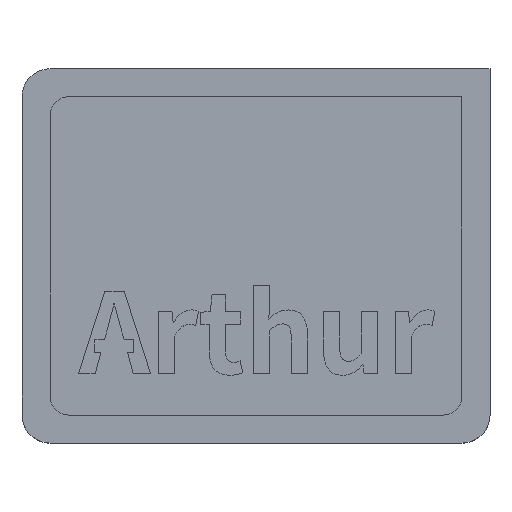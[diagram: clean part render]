
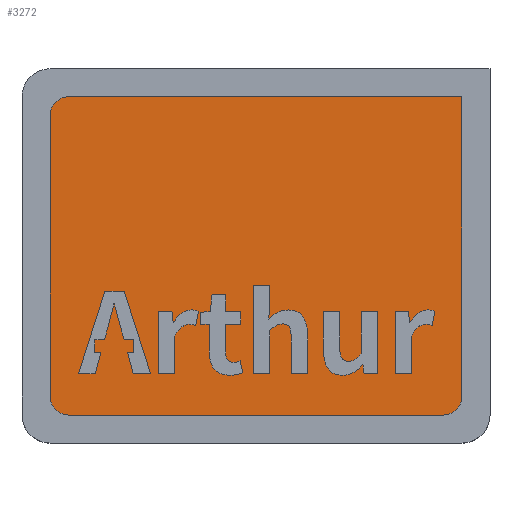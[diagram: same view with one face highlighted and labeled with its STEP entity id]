
A CAD part, top view. The second image highlights one B-rep face of the part: STEP entity #3272.
In plain terms, the highlighted planar face has unit normal (0, 0, 1).
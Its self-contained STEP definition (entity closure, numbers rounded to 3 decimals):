
#25 = DIRECTION ( 'NONE',  ( 0., -1., 0. ) ) ;
#50 = CARTESIAN_POINT ( 'NONE',  ( -3., 37., 13. ) ) ;
#60 = ORIENTED_EDGE ( 'NONE', *, *, #1493, .T. ) ;
#237 = CARTESIAN_POINT ( 'NONE',  ( -5., 5., 13. ) ) ;
#259 = EDGE_CURVE ( 'NONE', #693, #499, #1608, .T. ) ;
#337 = DIRECTION ( 'NONE',  ( -1., 0., 0. ) ) ;
#459 = AXIS2_PLACEMENT_3D ( 'NONE', #2513, #1451, #337 ) ;
#462 = DIRECTION ( 'NONE',  ( -1., 0., 0. ) ) ;
#499 = VERTEX_POINT ( 'NONE', #2193 ) ;
#540 = CARTESIAN_POINT ( 'NONE',  ( -3., 5., 13. ) ) ;
#693 = VERTEX_POINT ( 'NONE', #1614 ) ;
#756 = CARTESIAN_POINT ( 'NONE',  ( -45., 3., 13. ) ) ;
#828 = PLANE ( 'NONE',  #1457 ) ;
#862 = EDGE_CURVE ( 'NONE', #1532, #1964, #3771, .T. ) ;
#975 = EDGE_CURVE ( 'NONE', #499, #1933, #2018, .T. ) ;
#1245 = ORIENTED_EDGE ( 'NONE', *, *, #4290, .T. ) ;
#1341 = DIRECTION ( 'NONE',  ( -1., 0., 0. ) ) ;
#1365 = VECTOR ( 'NONE', #462, 1000. ) ;
#1426 = CARTESIAN_POINT ( 'NONE',  ( -47., 5., 13. ) ) ;
#1451 = DIRECTION ( 'NONE',  ( 0., 0., 1. ) ) ;
#1457 = AXIS2_PLACEMENT_3D ( 'NONE', #1956, #4190, #3827 ) ;
#1493 = EDGE_CURVE ( 'NONE', #2746, #1960, #3367, .T. ) ;
#1532 = VERTEX_POINT ( 'NONE', #50 ) ;
#1608 = LINE ( 'NONE', #756, #2600 ) ;
#1614 = CARTESIAN_POINT ( 'NONE',  ( -45., 3., 13. ) ) ;
#1643 = CARTESIAN_POINT ( 'NONE',  ( -45., 37., 13. ) ) ;
#1648 = CARTESIAN_POINT ( 'NONE',  ( -47., 5., 13. ) ) ;
#1649 = EDGE_CURVE ( 'NONE', #1933, #1532, #2814, .T. ) ;
#1696 = DIRECTION ( 'NONE',  ( 0., 1., 0. ) ) ;
#1708 = DIRECTION ( 'NONE',  ( 1., 0., 0. ) ) ;
#1727 = ORIENTED_EDGE ( 'NONE', *, *, #975, .T. ) ;
#1933 = VERTEX_POINT ( 'NONE', #540 ) ;
#1956 = CARTESIAN_POINT ( 'NONE',  ( -45., 35., 13. ) ) ;
#1960 = VERTEX_POINT ( 'NONE', #1648 ) ;
#1964 = VERTEX_POINT ( 'NONE', #4596 ) ;
#2018 = CIRCLE ( 'NONE', #4497, 2. ) ;
#2193 = CARTESIAN_POINT ( 'NONE',  ( -5., 3., 13. ) ) ;
#2248 = AXIS2_PLACEMENT_3D ( 'NONE', #3906, #4263, #1341 ) ;
#2444 = CARTESIAN_POINT ( 'NONE',  ( -3., 5., 13. ) ) ;
#2513 = CARTESIAN_POINT ( 'NONE',  ( -45., 35., 13. ) ) ;
#2534 = CIRCLE ( 'NONE', #459, 2. ) ;
#2545 = VECTOR ( 'NONE', #1696, 1000. ) ;
#2600 = VECTOR ( 'NONE', #4070, 1000. ) ;
#2729 = ORIENTED_EDGE ( 'NONE', *, *, #3628, .T. ) ;
#2746 = VERTEX_POINT ( 'NONE', #4248 ) ;
#2814 = LINE ( 'NONE', #2444, #2545 ) ;
#2904 = ORIENTED_EDGE ( 'NONE', *, *, #1649, .T. ) ;
#3272 = ADVANCED_FACE ( 'NONE', ( #4575 ), #828, .F. ) ;
#3367 = LINE ( 'NONE', #1426, #3810 ) ;
#3585 = EDGE_LOOP ( 'NONE', ( #2904, #4356, #2729, #60, #1245, #3945, #1727 ) ) ;
#3628 = EDGE_CURVE ( 'NONE', #1964, #2746, #2534, .T. ) ;
#3771 = LINE ( 'NONE', #1643, #1365 ) ;
#3810 = VECTOR ( 'NONE', #25, 1000. ) ;
#3827 = DIRECTION ( 'NONE',  ( -1., 0., 0. ) ) ;
#3891 = DIRECTION ( 'NONE',  ( 0., 0., 1. ) ) ;
#3906 = CARTESIAN_POINT ( 'NONE',  ( -45., 5., 13. ) ) ;
#3945 = ORIENTED_EDGE ( 'NONE', *, *, #259, .T. ) ;
#4070 = DIRECTION ( 'NONE',  ( 1., 0., 0. ) ) ;
#4190 = DIRECTION ( 'NONE',  ( 0., 0., -1. ) ) ;
#4248 = CARTESIAN_POINT ( 'NONE',  ( -47., 35., 13. ) ) ;
#4263 = DIRECTION ( 'NONE',  ( 0., 0., 1. ) ) ;
#4290 = EDGE_CURVE ( 'NONE', #1960, #693, #4649, .T. ) ;
#4356 = ORIENTED_EDGE ( 'NONE', *, *, #862, .T. ) ;
#4497 = AXIS2_PLACEMENT_3D ( 'NONE', #237, #3891, #1708 ) ;
#4575 = FACE_OUTER_BOUND ( 'NONE', #3585, .T. ) ;
#4596 = CARTESIAN_POINT ( 'NONE',  ( -45., 37., 13. ) ) ;
#4649 = CIRCLE ( 'NONE', #2248, 2. ) ;
